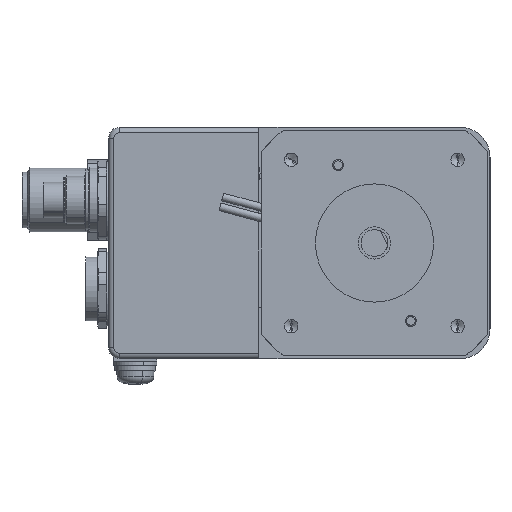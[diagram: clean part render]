
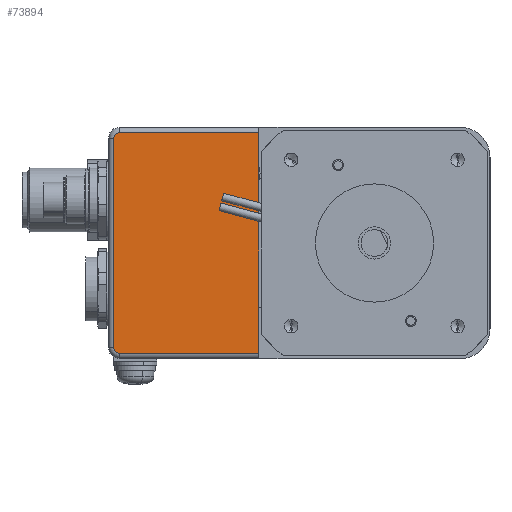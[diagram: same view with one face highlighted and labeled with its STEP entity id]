
A CAD part, left-side view. The second image highlights one B-rep face of the part: STEP entity #73894.
In plain terms, the highlighted planar face has unit normal (-1, 0, 0).
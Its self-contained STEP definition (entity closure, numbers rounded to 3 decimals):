
#1346 = DIRECTION ( 'NONE',  ( -1., 0., 0. ) ) ;
#2908 = CARTESIAN_POINT ( 'NONE',  ( -46., 43., 0. ) ) ;
#3826 = VERTEX_POINT ( 'NONE', #78951 ) ;
#5111 = AXIS2_PLACEMENT_3D ( 'NONE', #7594, #16408, #66182 ) ;
#5755 = ORIENTED_EDGE ( 'NONE', *, *, #27890, .F. ) ;
#7594 = CARTESIAN_POINT ( 'NONE',  ( -46., 69., -41. ) ) ;
#8261 = CARTESIAN_POINT ( 'NONE',  ( -46., 69., -42. ) ) ;
#8866 = VECTOR ( 'NONE', #121336, 1000. ) ;
#15018 = DIRECTION ( 'NONE',  ( 0., 0., -1. ) ) ;
#15163 = EDGE_CURVE ( 'NONE', #3826, #119244, #66301, .T. ) ;
#16073 = ORIENTED_EDGE ( 'NONE', *, *, #130340, .T. ) ;
#16408 = DIRECTION ( 'NONE',  ( -1., 0., 0. ) ) ;
#19860 = EDGE_CURVE ( 'NONE', #99015, #73750, #74142, .T. ) ;
#21657 = CARTESIAN_POINT ( 'NONE',  ( -46., 43., -42. ) ) ;
#22278 = ORIENTED_EDGE ( 'NONE', *, *, #19860, .T. ) ;
#27890 = EDGE_CURVE ( 'NONE', #3826, #39305, #89131, .T. ) ;
#30258 = VERTEX_POINT ( 'NONE', #65170 ) ;
#34719 = VECTOR ( 'NONE', #72178, 1000. ) ;
#35437 = VECTOR ( 'NONE', #114078, 1000. ) ;
#35643 = LINE ( 'NONE', #21657, #8866 ) ;
#39149 = CARTESIAN_POINT ( 'NONE',  ( -46., 70., -41. ) ) ;
#39305 = VERTEX_POINT ( 'NONE', #66654 ) ;
#39986 = DIRECTION ( 'NONE',  ( 1., 0., 0. ) ) ;
#41934 = DIRECTION ( 'NONE',  ( 0., 0., -1. ) ) ;
#46741 = EDGE_LOOP ( 'NONE', ( #22278, #16073, #5755, #65266, #107182, #78849 ) ) ;
#47928 = EDGE_CURVE ( 'NONE', #119244, #30258, #48934, .T. ) ;
#48934 = CIRCLE ( 'NONE', #56326, 1. ) ;
#49236 = CARTESIAN_POINT ( 'NONE',  ( -46., 0., 0. ) ) ;
#54721 = CARTESIAN_POINT ( 'NONE',  ( -46., 70., 0. ) ) ;
#56326 = AXIS2_PLACEMENT_3D ( 'NONE', #122201, #1346, #41934 ) ;
#65170 = CARTESIAN_POINT ( 'NONE',  ( -46., 70., -2. ) ) ;
#65266 = ORIENTED_EDGE ( 'NONE', *, *, #15163, .T. ) ;
#66182 = DIRECTION ( 'NONE',  ( 0., 0., -1. ) ) ;
#66301 = LINE ( 'NONE', #112815, #34719 ) ;
#66654 = CARTESIAN_POINT ( 'NONE',  ( -46., 43., -42. ) ) ;
#70771 = DIRECTION ( 'NONE',  ( 0., 0., -1. ) ) ;
#72178 = DIRECTION ( 'NONE',  ( 0., 1., 0. ) ) ;
#73750 = VERTEX_POINT ( 'NONE', #8261 ) ;
#73894 = ADVANCED_FACE ( 'NONE', ( #102081 ), #110572, .F. ) ;
#73896 = CARTESIAN_POINT ( 'NONE',  ( -46., 69., -1. ) ) ;
#74142 = CIRCLE ( 'NONE', #5111, 1. ) ;
#78849 = ORIENTED_EDGE ( 'NONE', *, *, #98405, .T. ) ;
#78951 = CARTESIAN_POINT ( 'NONE',  ( -46., 43., -1. ) ) ;
#89131 = LINE ( 'NONE', #2908, #35437 ) ;
#95435 = VECTOR ( 'NONE', #15018, 1000. ) ;
#98405 = EDGE_CURVE ( 'NONE', #30258, #99015, #112756, .T. ) ;
#99015 = VERTEX_POINT ( 'NONE', #39149 ) ;
#102081 = FACE_OUTER_BOUND ( 'NONE', #46741, .T. ) ;
#107182 = ORIENTED_EDGE ( 'NONE', *, *, #47928, .T. ) ;
#110572 = PLANE ( 'NONE',  #115218 ) ;
#112756 = LINE ( 'NONE', #54721, #95435 ) ;
#112815 = CARTESIAN_POINT ( 'NONE',  ( -46., 0., -1. ) ) ;
#114078 = DIRECTION ( 'NONE',  ( 0., 0., -1. ) ) ;
#115218 = AXIS2_PLACEMENT_3D ( 'NONE', #49236, #39986, #70771 ) ;
#119244 = VERTEX_POINT ( 'NONE', #73896 ) ;
#121336 = DIRECTION ( 'NONE',  ( 0., -1., 0. ) ) ;
#122201 = CARTESIAN_POINT ( 'NONE',  ( -46., 69., -2. ) ) ;
#130340 = EDGE_CURVE ( 'NONE', #73750, #39305, #35643, .T. ) ;
